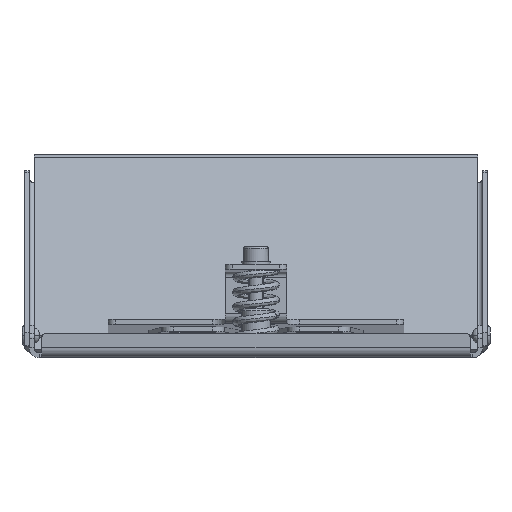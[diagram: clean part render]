
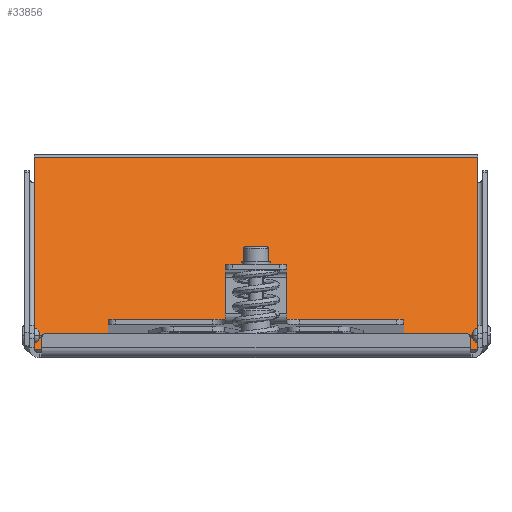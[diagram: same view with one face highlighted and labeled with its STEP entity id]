
A CAD part, front view. The second image highlights one B-rep face of the part: STEP entity #33856.
In plain terms, the highlighted planar face has unit normal (0, -0.707, 0.707).
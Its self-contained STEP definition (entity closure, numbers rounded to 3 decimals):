
#29617=DIRECTION('',(0.,0.707,0.707));
#29618=VECTOR('',#29617,0.819);
#29619=CARTESIAN_POINT('',(87.,-1.739,-161.721));
#29620=LINE('',#29619,#29618);
#29674=DIRECTION('',(-1.,0.,0.));
#29675=VECTOR('',#29674,174.);
#29676=CARTESIAN_POINT('',(87.,-1.739,-161.721));
#29677=LINE('',#29676,#29675);
#29703=DIRECTION('',(0.,-0.707,-0.707));
#29704=VECTOR('',#29703,0.819);
#29705=CARTESIAN_POINT('',(-87.,-1.16,-161.142));
#29706=LINE('',#29705,#29704);
#30077=DIRECTION('',(0.,0.707,0.707));
#30078=VECTOR('',#30077,14.6);
#30079=CARTESIAN_POINT('',(90.,66.839,
-93.143));
#30080=LINE('',#30079,#30078);
#30084=DIRECTION('',(0.,0.707,0.707));
#30085=VECTOR('',#30084,96.165);
#30086=CARTESIAN_POINT('',(90.,-1.16,
-161.142));
#30087=LINE('',#30086,#30085);
#30091=DIRECTION('',(-1.,0.,0.));
#30092=VECTOR('',#30091,3.);
#30093=CARTESIAN_POINT('',(90.,-1.16,
-161.142));
#30094=LINE('',#30093,#30092);
#30098=DIRECTION('',(-1.,0.,0.));
#30099=VECTOR('',#30098,180.);
#30100=CARTESIAN_POINT('',(90.,77.162,-82.819));
#30101=LINE('',#30100,#30099);
#30135=DIRECTION('',(0.,0.707,0.707));
#30136=VECTOR('',#30135,14.6);
#30137=CARTESIAN_POINT('',(-90.,66.839,
-93.143));
#30138=LINE('',#30137,#30136);
#30179=DIRECTION('',(0.,0.707,0.707));
#30180=VECTOR('',#30179,96.165);
#30181=CARTESIAN_POINT('',(-90.,-1.16,
-161.142));
#30182=LINE('',#30181,#30180);
#30314=DIRECTION('',(1.,0.,0.));
#30315=VECTOR('',#30314,3.);
#30316=CARTESIAN_POINT('',(-90.,-1.16,
-161.142));
#30317=LINE('',#30316,#30315);
#32578=CARTESIAN_POINT('',(87.,-1.739,-161.721));
#32579=VERTEX_POINT('',#32578);
#32584=CARTESIAN_POINT('',(87.,-1.16,-161.142));
#32585=VERTEX_POINT('',#32584);
#32586=CARTESIAN_POINT('',(-87.,-1.739,-161.721));
#32587=VERTEX_POINT('',#32586);
#32590=CARTESIAN_POINT('',(-87.,-1.16,-161.142));
#32591=VERTEX_POINT('',#32590);
#32610=CARTESIAN_POINT('',(90.,77.162,-82.819));
#32611=VERTEX_POINT('',#32610);
#32614=CARTESIAN_POINT('',(90.,66.839,
-93.143));
#32615=VERTEX_POINT('',#32614);
#32622=CARTESIAN_POINT('',(90.,-1.16,
-161.142));
#32623=VERTEX_POINT('',#32622);
#32654=CARTESIAN_POINT('',(-90.,77.162,-82.819));
#32655=VERTEX_POINT('',#32654);
#32656=CARTESIAN_POINT('',(-90.,-1.16,
-161.142));
#32657=VERTEX_POINT('',#32656);
#32658=CARTESIAN_POINT('',(-90.,66.839,
-93.143));
#32659=VERTEX_POINT('',#32658);
#33835=CARTESIAN_POINT('',(0.,37.712,-122.27));
#33836=DIRECTION('',(0.,0.707,-0.707));
#33837=DIRECTION('',(0.,-0.707,-0.707));
#33838=AXIS2_PLACEMENT_3D('',#33835,#33836,#33837);
#33839=PLANE('',#33838);
#33841=ORIENTED_EDGE('',*,*,#33840,.F.);
#33842=ORIENTED_EDGE('',*,*,#33494,.F.);
#33843=ORIENTED_EDGE('',*,*,#33537,.F.);
#33844=ORIENTED_EDGE('',*,*,#33820,.T.);
#33845=ORIENTED_EDGE('',*,*,#33316,.F.);
#33846=ORIENTED_EDGE('',*,*,#33347,.T.);
#33847=ORIENTED_EDGE('',*,*,#33370,.F.);
#33849=ORIENTED_EDGE('',*,*,#33848,.F.);
#33851=ORIENTED_EDGE('',*,*,#33850,.T.);
#33853=ORIENTED_EDGE('',*,*,#33852,.T.);
#33854=EDGE_LOOP('',(#33841,#33842,#33843,#33844,#33845,#33846,#33847,#33849,
#33851,#33853));
#33855=FACE_OUTER_BOUND('',#33854,.F.);
#33856=ADVANCED_FACE('',(#33855),#33839,.F.);
#33316=EDGE_CURVE('',#32579,#32585,#29620,.T.);
#33347=EDGE_CURVE('',#32579,#32587,#29677,.T.);
#33370=EDGE_CURVE('',#32591,#32587,#29706,.T.);
#33494=EDGE_CURVE('',#32615,#32611,#30080,.T.);
#33537=EDGE_CURVE('',#32623,#32615,#30087,.T.);
#33820=EDGE_CURVE('',#32623,#32585,#30094,.T.);
#33840=EDGE_CURVE('',#32611,#32655,#30101,.T.);
#33848=EDGE_CURVE('',#32657,#32591,#30317,.T.);
#33850=EDGE_CURVE('',#32657,#32659,#30182,.T.);
#33852=EDGE_CURVE('',#32659,#32655,#30138,.T.);
